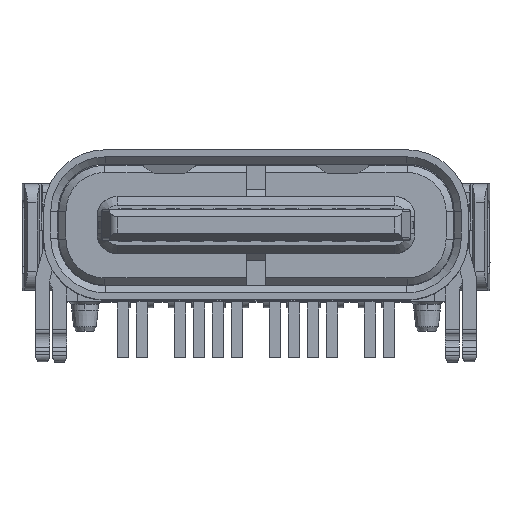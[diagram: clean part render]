
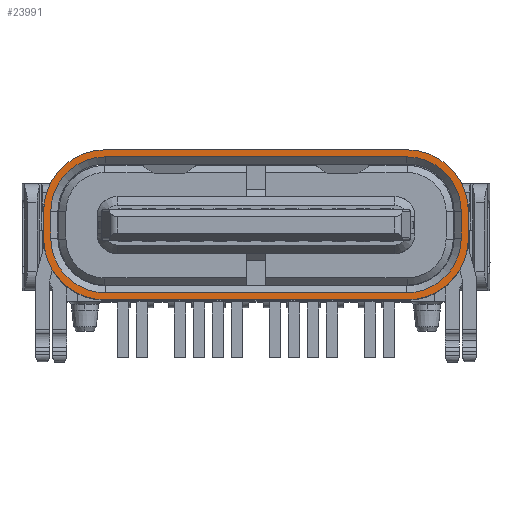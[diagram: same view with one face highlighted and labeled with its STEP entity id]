
A CAD part, top view. The second image highlights one B-rep face of the part: STEP entity #23991.
In plain terms, the highlighted planar face has unit normal (0, 0, 1).
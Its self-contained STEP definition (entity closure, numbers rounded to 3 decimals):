
#401 = CARTESIAN_POINT ( 'NONE',  ( 7.083, 5.683, 14.032 ) ) ;
#558 = ORIENTED_EDGE ( 'NONE', *, *, #2282, .T. ) ;
#626 = CARTESIAN_POINT ( 'NONE',  ( 7.083, 7.001, 14.032 ) ) ;
#738 = DIRECTION ( 'NONE',  ( -1., 0., 0. ) ) ;
#1104 = VERTEX_POINT ( 'NONE', #15966 ) ;
#1346 = CARTESIAN_POINT ( 'NONE',  ( 5.933, 3.973, 14.032 ) ) ;
#1417 = LINE ( 'NONE', #35212, #9067 ) ;
#2282 = EDGE_CURVE ( 'NONE', #9248, #23803, #9080, .T. ) ;
#3488 = ORIENTED_EDGE ( 'NONE', *, *, #19526, .T. ) ;
#4145 = EDGE_CURVE ( 'NONE', #27429, #16008, #5008, .T. ) ;
#4191 = EDGE_CURVE ( 'NONE', #35499, #32152, #1417, .T. ) ;
#4218 = CARTESIAN_POINT ( 'NONE',  ( -0.407, 5.683, 14.032 ) ) ;
#4889 = CIRCLE ( 'NONE', #15433, 1.3 ) ;
#5008 = LINE ( 'NONE', #17524, #18111 ) ;
#5428 = CARTESIAN_POINT ( 'NONE',  ( 7.233, 5.123, 14.032 ) ) ;
#5494 = CARTESIAN_POINT ( 'NONE',  ( -1.557, 7.001, 14.032 ) ) ;
#5689 = AXIS2_PLACEMENT_3D ( 'NONE', #16514, #13828, #13942 ) ;
#5787 = ORIENTED_EDGE ( 'NONE', *, *, #7015, .T. ) ;
#6140 = CARTESIAN_POINT ( 'NONE',  ( -1.707, 5.683, 14.032 ) ) ;
#6681 = CIRCLE ( 'NONE', #5689, 1.15 ) ;
#6886 = AXIS2_PLACEMENT_3D ( 'NONE', #12379, #15425, #35261 ) ;
#7015 = EDGE_CURVE ( 'NONE', #20232, #16801, #17835, .T. ) ;
#7143 = VERTEX_POINT ( 'NONE', #17142 ) ;
#7466 = CARTESIAN_POINT ( 'NONE',  ( -0.407, 5.123, 14.032 ) ) ;
#7561 = EDGE_CURVE ( 'NONE', #30606, #11033, #14591, .T. ) ;
#8322 = DIRECTION ( 'NONE',  ( 0., 0., 1. ) ) ;
#8593 = ORIENTED_EDGE ( 'NONE', *, *, #4145, .T. ) ;
#9067 = VECTOR ( 'NONE', #32199, 1000. ) ;
#9080 = CIRCLE ( 'NONE', #32591, 1.15 ) ;
#9248 = VERTEX_POINT ( 'NONE', #15164 ) ;
#9783 = EDGE_CURVE ( 'NONE', #11547, #9248, #28508, .T. ) ;
#9878 = DIRECTION ( 'NONE',  ( 0., 0., -1. ) ) ;
#9939 = CARTESIAN_POINT ( 'NONE',  ( 5.933, 5.123, 14.032 ) ) ;
#9992 = AXIS2_PLACEMENT_3D ( 'NONE', #7466, #27594, #18831 ) ;
#10201 = CARTESIAN_POINT ( 'NONE',  ( -1.557, 5.123, 14.032 ) ) ;
#10483 = CIRCLE ( 'NONE', #14362, 1.3 ) ;
#11033 = VERTEX_POINT ( 'NONE', #22943 ) ;
#11328 = AXIS2_PLACEMENT_3D ( 'NONE', #37062, #14301, #19631 ) ;
#11457 = EDGE_CURVE ( 'NONE', #7143, #20232, #18480, .T. ) ;
#11547 = VERTEX_POINT ( 'NONE', #401 ) ;
#12274 = VECTOR ( 'NONE', #35313, 1000. ) ;
#12326 = VECTOR ( 'NONE', #30430, 1000. ) ;
#12379 = CARTESIAN_POINT ( 'NONE',  ( -0.407, 5.683, 14.032 ) ) ;
#12462 = DIRECTION ( 'NONE',  ( 0., 0., 1. ) ) ;
#12828 = AXIS2_PLACEMENT_3D ( 'NONE', #4218, #9878, #30048 ) ;
#12923 = CARTESIAN_POINT ( 'NONE',  ( 6.059, 6.983, 14.032 ) ) ;
#13253 = VECTOR ( 'NONE', #738, 1000. ) ;
#13828 = DIRECTION ( 'NONE',  ( 0., 0., -1. ) ) ;
#13870 = CARTESIAN_POINT ( 'NONE',  ( -0.407, 6.983, 14.032 ) ) ;
#13942 = DIRECTION ( 'NONE',  ( 0., -1., 0. ) ) ;
#14301 = DIRECTION ( 'NONE',  ( 0., 0., 1. ) ) ;
#14362 = AXIS2_PLACEMENT_3D ( 'NONE', #33557, #36568, #36332 ) ;
#14591 = LINE ( 'NONE', #12923, #12326 ) ;
#15164 = CARTESIAN_POINT ( 'NONE',  ( 7.083, 5.123, 14.032 ) ) ;
#15382 = ORIENTED_EDGE ( 'NONE', *, *, #9783, .T. ) ;
#15425 = DIRECTION ( 'NONE',  ( 0., 0., 1. ) ) ;
#15433 = AXIS2_PLACEMENT_3D ( 'NONE', #9939, #12462, #30118 ) ;
#15794 = LINE ( 'NONE', #20167, #36469 ) ;
#15896 = ORIENTED_EDGE ( 'NONE', *, *, #31772, .T. ) ;
#15932 = ORIENTED_EDGE ( 'NONE', *, *, #29637, .T. ) ;
#15966 = CARTESIAN_POINT ( 'NONE',  ( 5.933, 3.823, 14.032 ) ) ;
#16008 = VERTEX_POINT ( 'NONE', #32382 ) ;
#16061 = EDGE_CURVE ( 'NONE', #16801, #27429, #34183, .T. ) ;
#16341 = ORIENTED_EDGE ( 'NONE', *, *, #31020, .T. ) ;
#16514 = CARTESIAN_POINT ( 'NONE',  ( 5.933, 5.683, 14.032 ) ) ;
#16801 = VERTEX_POINT ( 'NONE', #18701 ) ;
#17142 = CARTESIAN_POINT ( 'NONE',  ( -0.407, 3.973, 14.032 ) ) ;
#17364 = ORIENTED_EDGE ( 'NONE', *, *, #35271, .T. ) ;
#17515 = CARTESIAN_POINT ( 'NONE',  ( 6.059, 7.001, 14.032 ) ) ;
#17524 = CARTESIAN_POINT ( 'NONE',  ( 6.059, 6.833, 14.032 ) ) ;
#17617 = CARTESIAN_POINT ( 'NONE',  ( -0.407, 6.833, 14.032 ) ) ;
#17835 = LINE ( 'NONE', #5494, #27303 ) ;
#18111 = VECTOR ( 'NONE', #34606, 1000. ) ;
#18113 = EDGE_CURVE ( 'NONE', #30606, #35499, #26308, .T. ) ;
#18480 = CIRCLE ( 'NONE', #9992, 1.15 ) ;
#18701 = CARTESIAN_POINT ( 'NONE',  ( -1.557, 5.683, 14.032 ) ) ;
#18831 = DIRECTION ( 'NONE',  ( 1., 0., 0. ) ) ;
#18937 = EDGE_CURVE ( 'NONE', #11033, #23060, #10483, .T. ) ;
#19243 = CARTESIAN_POINT ( 'NONE',  ( -1.707, 5.123, 14.032 ) ) ;
#19526 = EDGE_CURVE ( 'NONE', #36415, #23060, #27035, .T. ) ;
#19631 = DIRECTION ( 'NONE',  ( 0., -1., 0. ) ) ;
#19894 = DIRECTION ( 'NONE',  ( 1., 0., 0. ) ) ;
#19975 = DIRECTION ( 'NONE',  ( 0., 0., -1. ) ) ;
#20158 = FACE_OUTER_BOUND ( 'NONE', #22467, .T. ) ;
#20167 = CARTESIAN_POINT ( 'NONE',  ( 6.059, 3.823, 14.032 ) ) ;
#20232 = VERTEX_POINT ( 'NONE', #10201 ) ;
#20345 = CARTESIAN_POINT ( 'NONE',  ( 5.933, 5.123, 14.032 ) ) ;
#21082 = CIRCLE ( 'NONE', #11328, 1.3 ) ;
#21097 = CARTESIAN_POINT ( 'NONE',  ( -0.407, 3.823, 14.032 ) ) ;
#21553 = ORIENTED_EDGE ( 'NONE', *, *, #18113, .T. ) ;
#21767 = EDGE_LOOP ( 'NONE', ( #15382, #558, #15932, #30768, #5787, #25823, #8593, #17364 ) ) ;
#22467 = EDGE_LOOP ( 'NONE', ( #34476, #15896, #16341, #24188, #3488, #33061, #33983, #21553 ) ) ;
#22869 = PLANE ( 'NONE',  #35270 ) ;
#22903 = DIRECTION ( 'NONE',  ( 1., 0., 0. ) ) ;
#22943 = CARTESIAN_POINT ( 'NONE',  ( 5.933, 6.983, 14.032 ) ) ;
#23060 = VERTEX_POINT ( 'NONE', #34724 ) ;
#23803 = VERTEX_POINT ( 'NONE', #1346 ) ;
#23991 = ADVANCED_FACE ( 'NONE', ( #26864, #20158 ), #22869, .T. ) ;
#24188 = ORIENTED_EDGE ( 'NONE', *, *, #27157, .T. ) ;
#25379 = CARTESIAN_POINT ( 'NONE',  ( 7.233, 7.001, 14.032 ) ) ;
#25650 = DIRECTION ( 'NONE',  ( 0., 1., 0. ) ) ;
#25823 = ORIENTED_EDGE ( 'NONE', *, *, #16061, .T. ) ;
#26308 = CIRCLE ( 'NONE', #6886, 1.3 ) ;
#26864 = FACE_BOUND ( 'NONE', #21767, .T. ) ;
#27035 = LINE ( 'NONE', #25379, #33350 ) ;
#27157 = EDGE_CURVE ( 'NONE', #1104, #36415, #4889, .T. ) ;
#27303 = VECTOR ( 'NONE', #25650, 1000. ) ;
#27429 = VERTEX_POINT ( 'NONE', #17617 ) ;
#27594 = DIRECTION ( 'NONE',  ( 0., 0., -1. ) ) ;
#28508 = LINE ( 'NONE', #626, #12274 ) ;
#29637 = EDGE_CURVE ( 'NONE', #23803, #7143, #30815, .T. ) ;
#30048 = DIRECTION ( 'NONE',  ( 1., 0., 0. ) ) ;
#30118 = DIRECTION ( 'NONE',  ( 0., -1., 0. ) ) ;
#30430 = DIRECTION ( 'NONE',  ( 1., 0., 0. ) ) ;
#30606 = VERTEX_POINT ( 'NONE', #13870 ) ;
#30768 = ORIENTED_EDGE ( 'NONE', *, *, #11457, .T. ) ;
#30815 = LINE ( 'NONE', #32035, #13253 ) ;
#31020 = EDGE_CURVE ( 'NONE', #32537, #1104, #15794, .T. ) ;
#31772 = EDGE_CURVE ( 'NONE', #32152, #32537, #21082, .T. ) ;
#32035 = CARTESIAN_POINT ( 'NONE',  ( 6.059, 3.973, 14.032 ) ) ;
#32152 = VERTEX_POINT ( 'NONE', #19243 ) ;
#32199 = DIRECTION ( 'NONE',  ( 0., -1., 0. ) ) ;
#32382 = CARTESIAN_POINT ( 'NONE',  ( 5.933, 6.833, 14.032 ) ) ;
#32537 = VERTEX_POINT ( 'NONE', #21097 ) ;
#32591 = AXIS2_PLACEMENT_3D ( 'NONE', #20345, #19975, #22903 ) ;
#33061 = ORIENTED_EDGE ( 'NONE', *, *, #18937, .F. ) ;
#33350 = VECTOR ( 'NONE', #34154, 1000. ) ;
#33557 = CARTESIAN_POINT ( 'NONE',  ( 5.933, 5.683, 14.032 ) ) ;
#33983 = ORIENTED_EDGE ( 'NONE', *, *, #7561, .F. ) ;
#34154 = DIRECTION ( 'NONE',  ( 0., 1., 0. ) ) ;
#34183 = CIRCLE ( 'NONE', #12828, 1.15 ) ;
#34348 = DIRECTION ( 'NONE',  ( 1., 0., 0. ) ) ;
#34476 = ORIENTED_EDGE ( 'NONE', *, *, #4191, .T. ) ;
#34606 = DIRECTION ( 'NONE',  ( 1., 0., 0. ) ) ;
#34724 = CARTESIAN_POINT ( 'NONE',  ( 7.233, 5.683, 14.032 ) ) ;
#35212 = CARTESIAN_POINT ( 'NONE',  ( -1.707, 7.001, 14.032 ) ) ;
#35261 = DIRECTION ( 'NONE',  ( 1., 0., 0. ) ) ;
#35270 = AXIS2_PLACEMENT_3D ( 'NONE', #17515, #8322, #34348 ) ;
#35271 = EDGE_CURVE ( 'NONE', #16008, #11547, #6681, .T. ) ;
#35313 = DIRECTION ( 'NONE',  ( 0., -1., 0. ) ) ;
#35499 = VERTEX_POINT ( 'NONE', #6140 ) ;
#36332 = DIRECTION ( 'NONE',  ( 1., 0., 0. ) ) ;
#36415 = VERTEX_POINT ( 'NONE', #5428 ) ;
#36469 = VECTOR ( 'NONE', #19894, 1000. ) ;
#36568 = DIRECTION ( 'NONE',  ( 0., 0., -1. ) ) ;
#37062 = CARTESIAN_POINT ( 'NONE',  ( -0.407, 5.123, 14.032 ) ) ;
